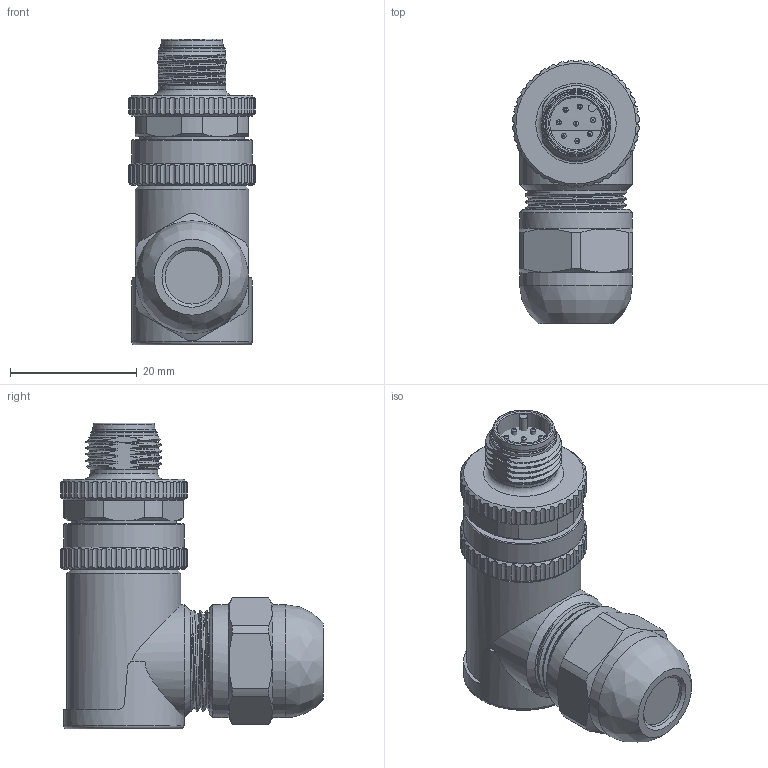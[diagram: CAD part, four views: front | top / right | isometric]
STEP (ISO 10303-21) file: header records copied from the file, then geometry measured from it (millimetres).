
FILE_DESCRIPTION(/* description */ (''),/* implementation_level */ '2;1');
FILE_NAME(/* name */ 'LSB12.8-0-M-S-C.stp',/* time_stamp */ '2023-12-06T16:14:32+08:00',/* author */ (''),/* organization */ (''),/* preprocessor_version */ 'ST-DEVELOPER v16',/* originating_system */ 'SIEMENS PLM Software NX 10.0',/* authorisation */ '');
FILE_SCHEMA (('AP203_CONFIGURATION_CONTROLLED_3D_DESIGN_OF_MECHANICAL_PARTS_AND_ASSEMBLIES_MIM_LF { 1 0 10303 403 2 1 2}'));
Length unit declared in the file: millimetre
Products named in the file (1): chan373C5E338060
Bounding box: 19.98 x 41.49 x 48.3 mm (x, y, z)
Volume: 16631.2 mm3; surface area: 7499.9 mm2
Topology: 13 solids, 13 shells, 353 faces, 925 edges, 605 vertices
Faces by surface type: cylinder 212, plane 62, bspline 51, cone 25, torus 3
Full cylindrical faces by diameter (mm): 0.8 x8, 8.3 x1, 8.5 x1, 9.4 x2, 9.85 x1, 10.5 x1, 10.7 x1, 16 x2, 16.6 x1, 17 x1, 17.8 x3, 18 x1, 19 x2
Entity records: 23903 total; most frequent: CARTESIAN_POINT 15981, ORIENTED_EDGE 1696, DIRECTION 1398, EDGE_CURVE 848, VERTEX_POINT 580, AXIS2_PLACEMENT_3D 575, EDGE_LOOP 410, ADVANCED_FACE 351
